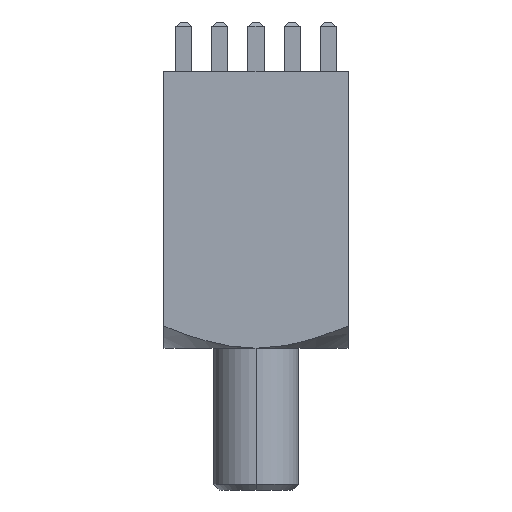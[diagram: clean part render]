
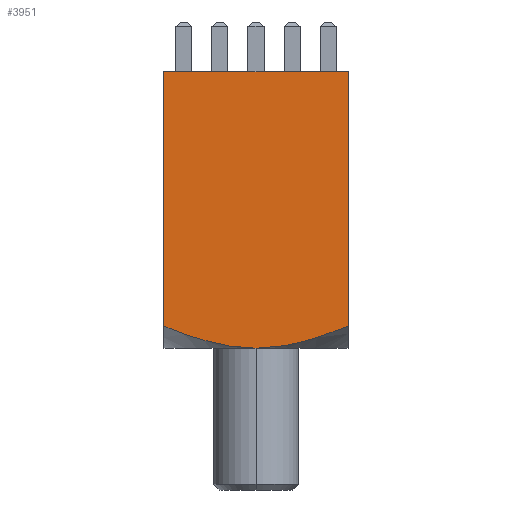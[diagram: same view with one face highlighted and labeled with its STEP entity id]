
A CAD part, left-side view. The second image highlights one B-rep face of the part: STEP entity #3951.
In plain terms, the highlighted planar face has unit normal (-1, 0, 0).
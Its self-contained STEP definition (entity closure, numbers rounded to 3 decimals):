
#138 = VECTOR ( 'NONE', #2205, 1000. ) ;
#544 = ORIENTED_EDGE ( 'NONE', *, *, #3591, .T. ) ;
#547 = ORIENTED_EDGE ( 'NONE', *, *, #3528, .F. ) ;
#558 = ORIENTED_EDGE ( 'NONE', *, *, #3593, .T. ) ;
#578 = ORIENTED_EDGE ( 'NONE', *, *, #3595, .F. ) ;
#586 = ORIENTED_EDGE ( 'NONE', *, *, #3592, .T. ) ;
#1076 = EDGE_LOOP ( 'NONE', ( #544, #586, #558, #578, #547 ) ) ;
#1407 = AXIS2_PLACEMENT_3D ( 'NONE', #4876, #4887, #4888 ) ;
#1569 = VERTEX_POINT ( 'NONE', #6172 ) ;
#1577 = VERTEX_POINT ( 'NONE', #6180 ) ;
#1578 = VERTEX_POINT ( 'NONE', #6181 ) ;
#2195 = LINE ( 'NONE', #2203, #138 ) ;
#2203 = CARTESIAN_POINT ( 'NONE',  ( -6.5, -6.5, 19.5 ) ) ;
#2205 = DIRECTION ( 'NONE',  ( 0., -1., 0. ) ) ;
#2470 = CARTESIAN_POINT ( 'NONE',  ( -6.5, -6.5, 19.5 ) ) ;
#2490 = CARTESIAN_POINT ( 'NONE',  ( -6.5, 6.5, 19.5 ) ) ;
#2587 = VECTOR ( 'NONE', #3237, 1000. ) ;
#2591 = VECTOR ( 'NONE', #3259, 1000. ) ;
#2874 = VERTEX_POINT ( 'NONE', #2470 ) ;
#2894 = VERTEX_POINT ( 'NONE', #2490 ) ;
#3214 = CARTESIAN_POINT ( 'NONE',  ( -6.5, 6.5, 19.5 ) ) ;
#3225 = CARTESIAN_POINT ( 'NONE',  ( -6.5, 5.98, 1.342 ) ) ;
#3232 = LINE ( 'NONE', #3214, #2587 ) ;
#3236 = CARTESIAN_POINT ( 'NONE',  ( -6.5, 6.5, 1.554 ) ) ;
#3237 = DIRECTION ( 'NONE',  ( 0., 0., -1. ) ) ;
#3238 = CARTESIAN_POINT ( 'NONE',  ( -6.5, 0., 0. ) ) ;
#3239 = CARTESIAN_POINT ( 'NONE',  ( -6.5, -0.558, 0. ) ) ;
#3240 = CARTESIAN_POINT ( 'NONE',  ( -6.5, 5.455, 1.14 ) ) ;
#3241 = CARTESIAN_POINT ( 'NONE',  ( -6.5, 4.39, 0.769 ) ) ;
#3242 = CARTESIAN_POINT ( 'NONE',  ( -6.5, 3.851, 0.6 ) ) ;
#3243 = CARTESIAN_POINT ( 'NONE',  ( -6.5, 2.227, 0.175 ) ) ;
#3244 = CARTESIAN_POINT ( 'NONE',  ( -6.5, 1.127, 0. ) ) ;
#3245 = CARTESIAN_POINT ( 'NONE',  ( -6.5, 0., 0. ) ) ;
#3246 = LINE ( 'NONE', #3257, #2591 ) ;
#3247 = CARTESIAN_POINT ( 'NONE',  ( -6.5, -1.126, 0.043 ) ) ;
#3248 = CARTESIAN_POINT ( 'NONE',  ( -6.5, -2.235, 0.203 ) ) ;
#3249 = CARTESIAN_POINT ( 'NONE',  ( -6.5, -2.781, 0.32 ) ) ;
#3250 = CARTESIAN_POINT ( 'NONE',  ( -6.5, -4.402, 0.745 ) ) ;
#3251 = CARTESIAN_POINT ( 'NONE',  ( -6.5, -5.462, 1.131 ) ) ;
#3252 = CARTESIAN_POINT ( 'NONE',  ( -6.5, -6.5, 1.554 ) ) ;
#3257 = CARTESIAN_POINT ( 'NONE',  ( -6.5, -6.5, 19.5 ) ) ;
#3259 = DIRECTION ( 'NONE',  ( 0., 0., -1. ) ) ;
#3528 = EDGE_CURVE ( 'NONE', #2894, #2874, #2195, .T. ) ;
#3591 = EDGE_CURVE ( 'NONE', #2894, #1577, #3232, .T. ) ;
#3592 = EDGE_CURVE ( 'NONE', #1577, #1569, #3794, .T. ) ;
#3593 = EDGE_CURVE ( 'NONE', #1569, #1578, #3793, .T. ) ;
#3595 = EDGE_CURVE ( 'NONE', #2874, #1578, #3246, .T. ) ;
#3793 = B_SPLINE_CURVE_WITH_KNOTS ( 'NONE', 3,
 ( #3238, #3239, #3247, #3248, #3249, #3250, #3251, #3252 ),
 .UNSPECIFIED., .F., .F.,
 ( 4, 2, 2, 4 ),
 ( 0.024, 0.025, 0.027, 0.03 ),
 .UNSPECIFIED. ) ;
#3794 = B_SPLINE_CURVE_WITH_KNOTS ( 'NONE', 3,
 ( #3236, #3225, #3240, #3241, #3242, #3243, #3244, #3245 ),
 .UNSPECIFIED., .F., .F.,
 ( 4, 2, 2, 4 ),
 ( 0.017, 0.019, 0.02, 0.024 ),
 .UNSPECIFIED. ) ;
#3951 = ADVANCED_FACE ( 'NONE', ( #4884 ), #4885, .F. ) ;
#4876 = CARTESIAN_POINT ( 'NONE',  ( -6.5, -6.5, 19.5 ) ) ;
#4884 = FACE_OUTER_BOUND ( 'NONE', #1076, .T. ) ;
#4885 = PLANE ( 'NONE',  #1407 ) ;
#4887 = DIRECTION ( 'NONE',  ( 1., 0., 0. ) ) ;
#4888 = DIRECTION ( 'NONE',  ( 0., 0., -1. ) ) ;
#6172 = CARTESIAN_POINT ( 'NONE',  ( -6.5, 0., 0. ) ) ;
#6180 = CARTESIAN_POINT ( 'NONE',  ( -6.5, 6.5, 1.554 ) ) ;
#6181 = CARTESIAN_POINT ( 'NONE',  ( -6.5, -6.5, 1.554 ) ) ;
